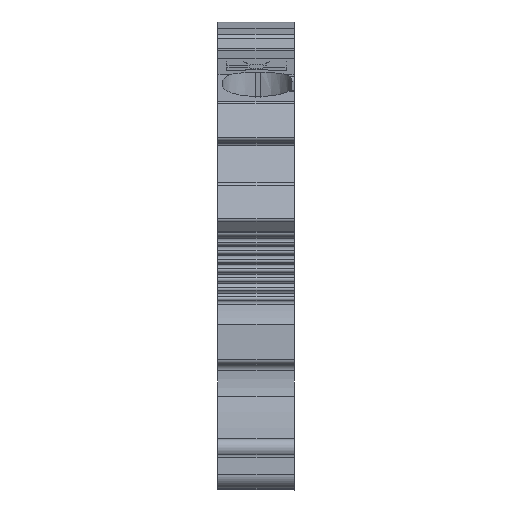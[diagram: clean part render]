
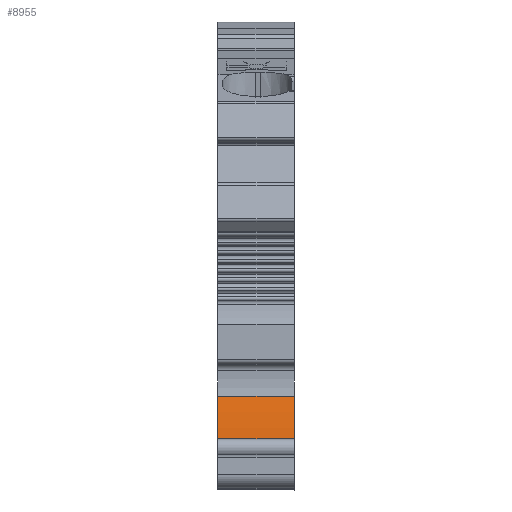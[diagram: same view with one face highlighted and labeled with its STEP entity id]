
A CAD part, left-side view. The second image highlights one B-rep face of the part: STEP entity #8955.
In plain terms, the highlighted cylindrical face has radius 32.1 mm (diameter 64.2 mm), a partial arc.
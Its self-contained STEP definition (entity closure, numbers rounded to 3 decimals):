
#830=LINE('',#13447,#1490);
#831=LINE('',#13449,#1491);
#1490=VECTOR('',#11254,1000.);
#1491=VECTOR('',#11257,1000.);
#3123=ORIENTED_EDGE('',*,*,#3846,.T.);
#3124=ORIENTED_EDGE('',*,*,#4441,.T.);
#3125=ORIENTED_EDGE('',*,*,#4095,.F.);
#3126=ORIENTED_EDGE('',*,*,#4442,.F.);
#3846=EDGE_CURVE('',#4804,#4803,#5328,.T.);
#4095=EDGE_CURVE('',#5024,#5025,#5438,.T.);
#4441=EDGE_CURVE('',#4803,#5025,#830,.T.);
#4442=EDGE_CURVE('',#4804,#5024,#831,.T.);
#4803=VERTEX_POINT('',#12103);
#4804=VERTEX_POINT('',#12105);
#5024=VERTEX_POINT('',#12599);
#5025=VERTEX_POINT('',#12601);
#5328=CIRCLE('',#9179,32.1);
#5438=CIRCLE('',#9315,32.1);
#5751=EDGE_LOOP('',(#3123,#3124,#3125,#3126));
#6097=FACE_BOUND('',#5751,.T.);
#6290=CYLINDRICAL_SURFACE('',#9576,32.1);
#8955=ADVANCED_FACE('',(#6097),#6290,.T.);
#9179=AXIS2_PLACEMENT_3D('',#12104,#10085,#10086);
#9315=AXIS2_PLACEMENT_3D('',#12600,#10496,#10497);
#9576=AXIS2_PLACEMENT_3D('',#13448,#11255,#11256);
#10085=DIRECTION('',(0.,-1.,0.));
#10086=DIRECTION('',(1.,0.,0.));
#10496=DIRECTION('',(0.,-1.,0.));
#10497=DIRECTION('',(1.,0.,0.));
#11254=DIRECTION('',(0.,-1.,0.));
#11255=DIRECTION('',(0.,-1.,0.));
#11256=DIRECTION('',(1.,0.,0.));
#11257=DIRECTION('',(0.,-1.,0.));
#12103=CARTESIAN_POINT('',(-47.662,4.45,-11.987));
#12104=CARTESIAN_POINT('',(-15.692,4.45,-14.872));
#12105=CARTESIAN_POINT('',(-46.819,4.45,-7.028));
#12599=CARTESIAN_POINT('',(-46.819,-3.55,-7.028));
#12600=CARTESIAN_POINT('',(-15.692,-3.55,-14.872));
#12601=CARTESIAN_POINT('',(-47.662,-3.55,-11.987));
#13447=CARTESIAN_POINT('',(-47.662,40.225,-11.987));
#13448=CARTESIAN_POINT('',(-15.692,40.225,-14.872));
#13449=CARTESIAN_POINT('',(-46.819,40.225,-7.028));
